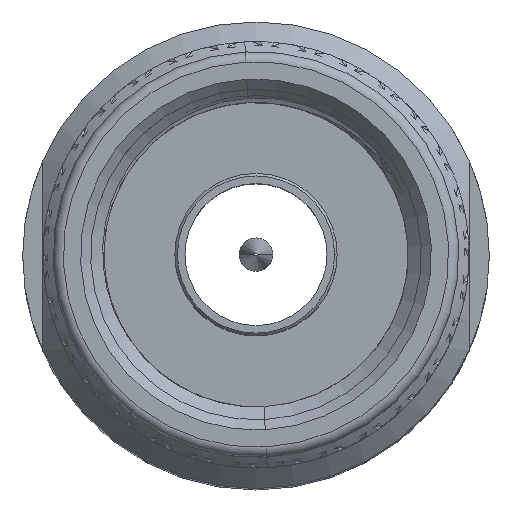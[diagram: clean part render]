
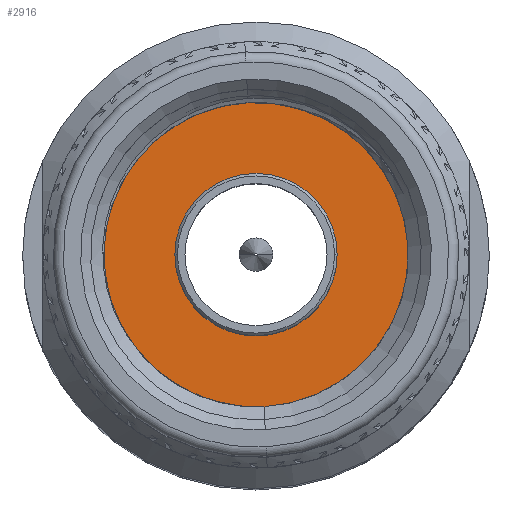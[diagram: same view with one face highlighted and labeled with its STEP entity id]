
A CAD part, top view. The second image highlights one B-rep face of the part: STEP entity #2916.
In plain terms, the highlighted planar face has unit normal (0, 0, 1).
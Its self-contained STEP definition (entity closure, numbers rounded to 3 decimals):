
#2916 = ADVANCED_FACE ( 'NONE', ( #81565, #106860 ), #46309, .F. ) ;
#5149 = EDGE_CURVE ( 'NONE', #47457, #5637, #86931, .T. ) ;
#5637 = VERTEX_POINT ( 'NONE', #107478 ) ;
#13985 = AXIS2_PLACEMENT_3D ( 'NONE', #114554, #26374, #80458 ) ;
#15884 = EDGE_LOOP ( 'NONE', ( #62140, #69032 ) ) ;
#26374 = DIRECTION ( 'NONE',  ( 0., 0., -1. ) ) ;
#26485 = DIRECTION ( 'NONE',  ( 0., 0., -1. ) ) ;
#36223 = CARTESIAN_POINT ( 'NONE',  ( -4., 0., 46.3 ) ) ;
#37469 = DIRECTION ( 'NONE',  ( -1., 0., 0. ) ) ;
#42494 = AXIS2_PLACEMENT_3D ( 'NONE', #69793, #49859, #104501 ) ;
#45770 = ORIENTED_EDGE ( 'NONE', *, *, #108294, .T. ) ;
#46309 = PLANE ( 'NONE',  #100068 ) ;
#47457 = VERTEX_POINT ( 'NONE', #77105 ) ;
#48924 = DIRECTION ( 'NONE',  ( -1., 0., 0. ) ) ;
#49859 = DIRECTION ( 'NONE',  ( 0., 0., -1. ) ) ;
#50071 = CIRCLE ( 'NONE', #42494, 4. ) ;
#54111 = CARTESIAN_POINT ( 'NONE',  ( 0., 0., 46.3 ) ) ;
#55279 = EDGE_CURVE ( 'NONE', #74583, #99684, #50071, .T. ) ;
#62140 = ORIENTED_EDGE ( 'NONE', *, *, #67562, .F. ) ;
#64607 = CARTESIAN_POINT ( 'NONE',  ( 4., 0., 46.3 ) ) ;
#67119 = CARTESIAN_POINT ( 'NONE',  ( 0., 0., 46.3 ) ) ;
#67562 = EDGE_CURVE ( 'NONE', #5637, #47457, #91483, .T. ) ;
#69032 = ORIENTED_EDGE ( 'NONE', *, *, #5149, .F. ) ;
#69793 = CARTESIAN_POINT ( 'NONE',  ( 0., 0., 46.3 ) ) ;
#74583 = VERTEX_POINT ( 'NONE', #36223 ) ;
#75983 = EDGE_LOOP ( 'NONE', ( #90518, #45770 ) ) ;
#77105 = CARTESIAN_POINT ( 'NONE',  ( 7.85, 0., 46.3 ) ) ;
#79374 = AXIS2_PLACEMENT_3D ( 'NONE', #54111, #26485, #80570 ) ;
#80458 = DIRECTION ( 'NONE',  ( -1., 0., 0. ) ) ;
#80570 = DIRECTION ( 'NONE',  ( -1., 0., 0. ) ) ;
#81565 = FACE_OUTER_BOUND ( 'NONE', #15884, .T. ) ;
#86931 = CIRCLE ( 'NONE', #79374, 7.85 ) ;
#90518 = ORIENTED_EDGE ( 'NONE', *, *, #55279, .T. ) ;
#91483 = CIRCLE ( 'NONE', #108336, 7.85 ) ;
#92984 = DIRECTION ( 'NONE',  ( 0., 0., -1. ) ) ;
#99684 = VERTEX_POINT ( 'NONE', #64607 ) ;
#100068 = AXIS2_PLACEMENT_3D ( 'NONE', #108010, #116300, #37469 ) ;
#104501 = DIRECTION ( 'NONE',  ( -1., 0., 0. ) ) ;
#106860 = FACE_BOUND ( 'NONE', #75983, .T. ) ;
#107478 = CARTESIAN_POINT ( 'NONE',  ( -7.85, 0., 46.3 ) ) ;
#108010 = CARTESIAN_POINT ( 'NONE',  ( 0., 0., 46.3 ) ) ;
#108294 = EDGE_CURVE ( 'NONE', #99684, #74583, #115312, .T. ) ;
#108336 = AXIS2_PLACEMENT_3D ( 'NONE', #67119, #92984, #48924 ) ;
#114554 = CARTESIAN_POINT ( 'NONE',  ( 0., 0., 46.3 ) ) ;
#115312 = CIRCLE ( 'NONE', #13985, 4. ) ;
#116300 = DIRECTION ( 'NONE',  ( 0., 0., -1. ) ) ;
